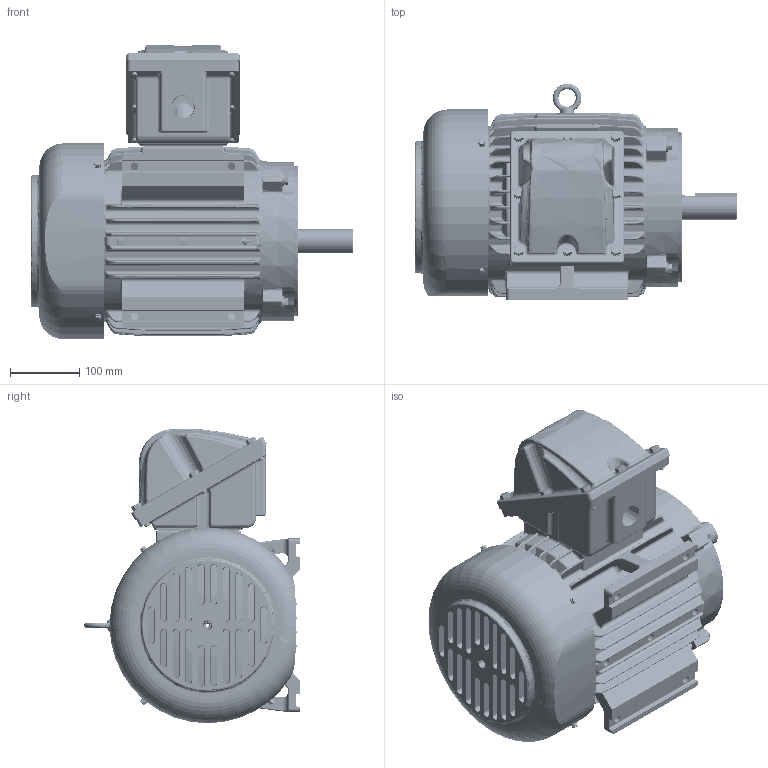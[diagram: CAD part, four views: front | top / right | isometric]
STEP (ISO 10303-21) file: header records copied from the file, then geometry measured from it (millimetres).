
FILE_DESCRIPTION(('CATIA V5 STEP Exchange'),'2;1');
FILE_NAME('31043A390--AEHHXG-213TC.stp','2018-04-17T11:20:08+00:00',('none'),('none'),'Unofficial Packaging Version','CATIA V5 STEP AP203','none');
FILE_SCHEMA(('CONFIG_CONTROL_DESIGN'));
Length unit declared in the file: millimetre
Products named in the file (1): 31043A390--AEHHXG-213TC
Bounding box: 463.6 x 311.38 x 423.93 mm (x, y, z)
Volume: 6858535.1 mm3; surface area: 1508937.2 mm2
Topology: 2 solids, 18 shells, 4565 faces, 11877 edges, 7071 vertices
Faces by surface type: bspline 1607, cylinder 1077, plane 870, torus 455, cone 441, sphere 68, revolution 47
Entity records: 192316 total; most frequent: CARTESIAN_POINT 104304, ORIENTED_EDGE 22992, EDGE_CURVE 11496, DIRECTION 11150, VERTEX_POINT 7071, AXIS2_PLACEMENT_3D 5438, EDGE_LOOP 4811, ADVANCED_FACE 4565
